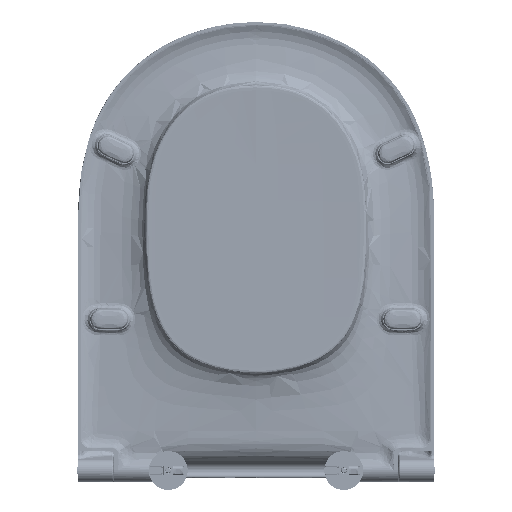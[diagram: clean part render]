
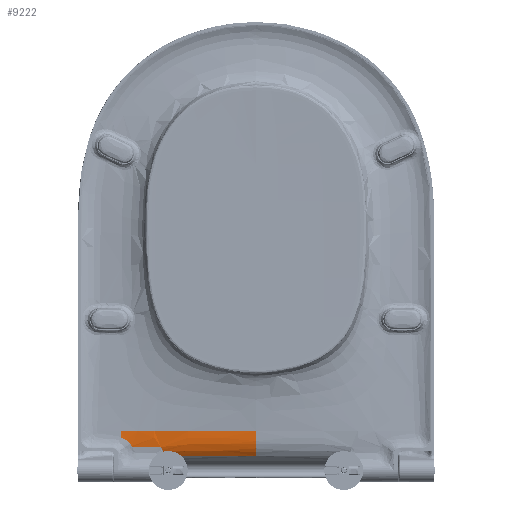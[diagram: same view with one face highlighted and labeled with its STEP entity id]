
A CAD part, front view. The second image highlights one B-rep face of the part: STEP entity #9222.
In plain terms, the highlighted free-form (B-spline) face has degree [3, 3] with [8, 8] control points.
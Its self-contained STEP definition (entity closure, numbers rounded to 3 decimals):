
#297=CARTESIAN_POINT('',(0.,8.187,40.443));
#298=CARTESIAN_POINT('',(-11.568,8.187,40.443));
#299=CARTESIAN_POINT('',(-34.704,8.363,40.443));
#300=CARTESIAN_POINT('',(-63.621,8.788,40.443));
#301=CARTESIAN_POINT('',(-86.755,9.166,40.443));
#302=CARTESIAN_POINT('',(-109.89,9.502,40.443));
#303=CARTESIAN_POINT('',(-127.235,10.048,40.443));
#304=CARTESIAN_POINT('',(-138.8,10.404,40.443));
#429=DIRECTION('',(-1.,0.,0.));
#430=VECTOR('',#429,93.7);
#431=CARTESIAN_POINT('',(0.,15.242,14.87));
#432=LINE('',#431,#430);
#433=CARTESIAN_POINT('',(-93.7,15.242,14.87));
#434=CARTESIAN_POINT('',(-93.7,15.141,14.995));
#435=CARTESIAN_POINT('',(-93.7,15.041,15.12));
#436=CARTESIAN_POINT('',(-93.7,14.943,15.247));
#438=CARTESIAN_POINT('',(-93.7,14.943,15.247));
#439=CARTESIAN_POINT('',(-93.689,14.576,15.721));
#440=CARTESIAN_POINT('',(-93.841,13.822,16.76));
#441=CARTESIAN_POINT('',(-94.87,12.51,19.191));
#442=CARTESIAN_POINT('',(-95.875,11.764,20.977));
#443=CARTESIAN_POINT('',(-97.049,11.112,22.977));
#444=CARTESIAN_POINT('',(-97.72,10.83,24.095));
#446=CARTESIAN_POINT('',(-97.72,10.83,24.095));
#447=CARTESIAN_POINT('',(-107.547,10.947,24.026));
#448=CARTESIAN_POINT('',(-117.349,11.096,23.924));
#449=CARTESIAN_POINT('',(-127.18,11.266,23.79));
#451=CARTESIAN_POINT('',(-127.18,11.266,23.79));
#452=CARTESIAN_POINT('',(-127.242,11.145,24.329));
#453=CARTESIAN_POINT('',(-127.662,10.904,25.522));
#454=CARTESIAN_POINT('',(-129.191,10.581,27.922));
#455=CARTESIAN_POINT('',(-131.6,10.42,30.207));
#456=CARTESIAN_POINT('',(-134.635,10.381,32.214));
#457=CARTESIAN_POINT('',(-136.945,10.399,33.364));
#458=CARTESIAN_POINT('',(-138.236,10.419,33.946));
#459=CARTESIAN_POINT('',(-138.8,10.43,34.159));
#461=CARTESIAN_POINT('',(-138.8,10.43,34.159));
#462=CARTESIAN_POINT('',(-138.797,10.378,36.296));
#463=CARTESIAN_POINT('',(-138.812,10.387,38.415));
#464=CARTESIAN_POINT('',(-138.8,10.404,40.443));
#466=CARTESIAN_POINT('',(0.,15.242,14.87));
#467=CARTESIAN_POINT('',(0.,13.812,
16.622));
#468=CARTESIAN_POINT('',(0.,11.361,20.453));
#469=CARTESIAN_POINT('',(0.,9.477,25.819));
#470=CARTESIAN_POINT('',(0.,8.74,30.287));
#471=CARTESIAN_POINT('',(0.,8.535,34.806));
#472=CARTESIAN_POINT('',(0.,8.325,38.188));
#473=CARTESIAN_POINT('',(0.,8.187,40.443));
#6591=VERTEX_POINT('',#297);
#6592=VERTEX_POINT('',#304);
#6754=VERTEX_POINT('',#461);
#6758=VERTEX_POINT('',#466);
#6759=CARTESIAN_POINT('',(-93.7,15.242,14.87));
#6760=VERTEX_POINT('',#6759);
#6761=VERTEX_POINT('',#436);
#6762=VERTEX_POINT('',#444);
#6763=VERTEX_POINT('',#449);
#9140=CARTESIAN_POINT('',(-140.185,10.45,40.859));
#9141=CARTESIAN_POINT('',(-128.158,10.079,40.86));
#9142=CARTESIAN_POINT('',(-110.35,9.504,40.861));
#9143=CARTESIAN_POINT('',(-86.753,9.155,40.862));
#9144=CARTESIAN_POINT('',(-63.62,8.772,40.863));
#9145=CARTESIAN_POINT('',(-34.241,8.333,40.865));
#9146=CARTESIAN_POINT('',(-10.642,8.154,40.866));
#9147=CARTESIAN_POINT('',(1.388,8.161,40.866));
#9148=CARTESIAN_POINT('',(-140.2,10.428,38.51));
#9149=CARTESIAN_POINT('',(-128.173,10.066,38.506));
#9150=CARTESIAN_POINT('',(-110.363,9.531,38.501));
#9151=CARTESIAN_POINT('',(-86.763,9.217,38.494));
#9152=CARTESIAN_POINT('',(-63.628,8.862,38.487));
#9153=CARTESIAN_POINT('',(-34.244,8.463,38.479));
#9154=CARTESIAN_POINT('',(-10.644,8.301,38.472));
#9155=CARTESIAN_POINT('',(1.388,8.307,38.469));
#9156=CARTESIAN_POINT('',(-140.211,10.402,34.861));
#9157=CARTESIAN_POINT('',(-128.184,10.072,34.871));
#9158=CARTESIAN_POINT('',(-110.372,9.603,34.884));
#9159=CARTESIAN_POINT('',(-86.77,9.329,34.896));
#9160=CARTESIAN_POINT('',(-63.633,9.013,34.909));
#9161=CARTESIAN_POINT('',(-34.247,8.663,34.926));
#9162=CARTESIAN_POINT('',(-10.644,8.524,34.941));
#9163=CARTESIAN_POINT('',(1.388,8.529,34.948));
#9164=CARTESIAN_POINT('',(-140.212,10.624,30.003));
#9165=CARTESIAN_POINT('',(-128.184,10.329,30.035));
#9166=CARTESIAN_POINT('',(-110.372,9.906,30.079));
#9167=CARTESIAN_POINT('',(-86.77,9.595,30.117));
#9168=CARTESIAN_POINT('',(-63.632,9.253,30.157));
#9169=CARTESIAN_POINT('',(-34.247,8.877,30.211));
#9170=CARTESIAN_POINT('',(-10.644,8.737,30.263));
#9171=CARTESIAN_POINT('',(1.388,8.74,30.29));
#9172=CARTESIAN_POINT('',(-140.207,11.071,25.373));
#9173=CARTESIAN_POINT('',(-128.179,10.844,25.424));
#9174=CARTESIAN_POINT('',(-110.366,10.514,25.493));
#9175=CARTESIAN_POINT('',(-86.766,10.238,25.549));
#9176=CARTESIAN_POINT('',(-63.629,9.941,25.606));
#9177=CARTESIAN_POINT('',(-34.245,9.613,25.688));
#9178=CARTESIAN_POINT('',(-10.644,9.483,25.776));
#9179=CARTESIAN_POINT('',(1.388,9.475,25.825));
#9180=CARTESIAN_POINT('',(-140.194,12.232,19.794));
#9181=CARTESIAN_POINT('',(-128.165,12.129,19.854));
#9182=CARTESIAN_POINT('',(-110.353,11.978,19.939));
#9183=CARTESIAN_POINT('',(-86.756,11.836,20.011));
#9184=CARTESIAN_POINT('',(-63.621,11.688,20.085));
#9185=CARTESIAN_POINT('',(-34.24,11.518,20.185));
#9186=CARTESIAN_POINT('',(-10.642,11.429,20.276));
#9187=CARTESIAN_POINT('',(1.388,11.405,20.324));
#9188=CARTESIAN_POINT('',(-140.187,14.144,16.139));
#9189=CARTESIAN_POINT('',(-128.158,14.124,16.166));
#9190=CARTESIAN_POINT('',(-110.346,14.094,16.208));
#9191=CARTESIAN_POINT('',(-86.75,14.066,16.249));
#9192=CARTESIAN_POINT('',(-63.617,14.037,16.29));
#9193=CARTESIAN_POINT('',(-34.238,14.001,16.34));
#9194=CARTESIAN_POINT('',(-10.641,13.976,16.372));
#9195=CARTESIAN_POINT('',(1.388,13.965,16.384));
#9196=CARTESIAN_POINT('',(-140.188,15.473,14.595));
#9197=CARTESIAN_POINT('',(-128.159,15.478,14.589));
#9198=CARTESIAN_POINT('',(-110.346,15.484,14.58));
#9199=CARTESIAN_POINT('',(-86.75,15.491,14.572));
#9200=CARTESIAN_POINT('',(-63.617,15.497,14.564));
#9201=CARTESIAN_POINT('',(-34.237,15.505,14.553));
#9202=CARTESIAN_POINT('',(-10.641,15.511,14.547));
#9203=CARTESIAN_POINT('',(1.388,15.513,14.544));
#9204=B_SPLINE_SURFACE_WITH_KNOTS('',3,3,((#9140,#9141,#9142,#9143,#9144,#9145,
#9146,#9147),(#9148,#9149,#9150,#9151,#9152,#9153,#9154,#9155),(#9156,#9157,
#9158,#9159,#9160,#9161,#9162,#9163),(#9164,#9165,#9166,#9167,#9168,#9169,#9170,
#9171),(#9172,#9173,#9174,#9175,#9176,#9177,#9178,#9179),(#9180,#9181,#9182,
#9183,#9184,#9185,#9186,#9187),(#9188,#9189,#9190,#9191,#9192,#9193,#9194,
#9195),(#9196,#9197,#9198,#9199,#9200,#9201,#9202,#9203)),.UNSPECIFIED.,.F.,.F.,
.F.,(4,1,1,1,1,4),(4,1,1,1,1,4),(-0.016,0.25,0.375,0.5,0.75,
1.016),(-0.01,0.25,0.375,0.5,0.75,
1.01),.UNSPECIFIED.);
#9206=ORIENTED_EDGE('',*,*,#9205,.F.);
#9208=ORIENTED_EDGE('',*,*,#9207,.T.);
#9210=ORIENTED_EDGE('',*,*,#9209,.T.);
#9212=ORIENTED_EDGE('',*,*,#9211,.T.);
#9214=ORIENTED_EDGE('',*,*,#9213,.T.);
#9216=ORIENTED_EDGE('',*,*,#9215,.T.);
#9218=ORIENTED_EDGE('',*,*,#9217,.T.);
#9219=ORIENTED_EDGE('',*,*,#9106,.F.);
#9220=EDGE_LOOP('',(#9206,#9208,#9210,#9212,#9214,#9216,#9218,#9219));
#9221=FACE_OUTER_BOUND('',#9220,.F.);
#9222=ADVANCED_FACE('',(#9221),#9204,.T.);
#305=B_SPLINE_CURVE_WITH_KNOTS('',3,(#297,#298,#299,#300,#301,#302,#303,#304),
.UNSPECIFIED.,.F.,.F.,(4,1,1,1,1,4),(0.,0.25,0.5,
0.625,0.75,1.),.UNSPECIFIED.);
#437=B_SPLINE_CURVE_WITH_KNOTS('',3,(#433,#434,#435,#436),.UNSPECIFIED.,.F.,.F.,
(4,4),(0.,1.),.UNSPECIFIED.);
#445=B_SPLINE_CURVE_WITH_KNOTS('',3,(#438,#439,#440,#441,#442,#443,#444),
.UNSPECIFIED.,.F.,.F.,(4,1,1,1,4),(0.,0.25,0.5,0.75,1.),
.UNSPECIFIED.);
#450=B_SPLINE_CURVE_WITH_KNOTS('',3,(#446,#447,#448,#449),.UNSPECIFIED.,.F.,.F.,
(4,4),(0.,1.),.UNSPECIFIED.);
#460=B_SPLINE_CURVE_WITH_KNOTS('',3,(#451,#452,#453,#454,#455,#456,#457,#458,
#459),.UNSPECIFIED.,.F.,.F.,(4,1,1,1,1,1,4),(0.,0.167,
0.333,0.5,0.667,0.833,1.),
.UNSPECIFIED.);
#465=B_SPLINE_CURVE_WITH_KNOTS('',3,(#461,#462,#463,#464),.UNSPECIFIED.,.F.,.F.,
(4,4),(0.,1.),.UNSPECIFIED.);
#474=B_SPLINE_CURVE_WITH_KNOTS('',3,(#466,#467,#468,#469,#470,#471,#472,#473),
.UNSPECIFIED.,.F.,.F.,(4,1,1,1,1,4),(0.,0.25,0.5,
0.625,0.75,1.),.UNSPECIFIED.);
#9106=EDGE_CURVE('',#6591,#6592,#305,.T.);
#9205=EDGE_CURVE('',#6758,#6591,#474,.T.);
#9207=EDGE_CURVE('',#6758,#6760,#432,.T.);
#9209=EDGE_CURVE('',#6760,#6761,#437,.T.);
#9211=EDGE_CURVE('',#6761,#6762,#445,.T.);
#9213=EDGE_CURVE('',#6762,#6763,#450,.T.);
#9215=EDGE_CURVE('',#6763,#6754,#460,.T.);
#9217=EDGE_CURVE('',#6754,#6592,#465,.T.);
